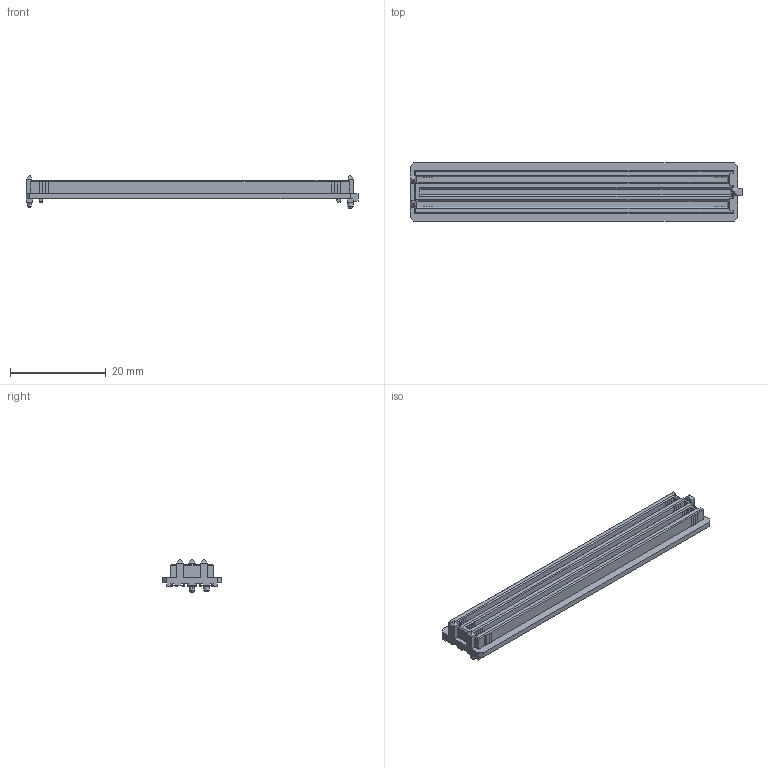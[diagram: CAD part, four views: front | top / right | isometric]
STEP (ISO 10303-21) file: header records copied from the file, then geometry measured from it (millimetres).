
FILE_DESCRIPTION((''),'2;1');
FILE_NAME('SAMTEC_SEAM-50-02.0-L-08-2-A-K-TR.stp','2014-12-16T16:27:23',(''),(''),'Mechanical Desktop 2011','Mechanical Desktop 2011',', , ');
FILE_SCHEMA(('AUTOMOTIVE_DESIGN { 1 2 10303 214 1 1 1 1 }'));
Length unit declared in the file: millimetre
Products named in the file (1): Product
Bounding box: 69.37 x 12.14 x 6.88 mm (x, y, z)
Volume: 1911 mm3; surface area: 4235.8 mm2
Topology: 66 solids, 66 shells, 739 faces, 1777 edges, 1170 vertices
Faces by surface type: plane 620, cylinder 82, bspline 33, torus 4
Entity records: 21609 total; most frequent: CARTESIAN_POINT 4290, ORIENTED_EDGE 3554, DIRECTION 3363, EDGE_CURVE 1777, VECTOR 1569, LINE 1569, VERTEX_POINT 1170, AXIS2_PLACEMENT_3D 897
